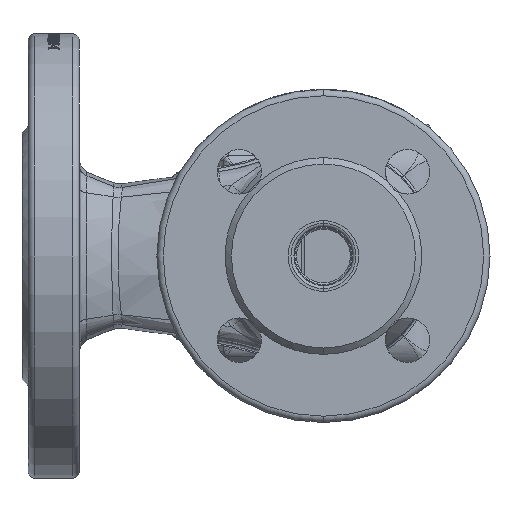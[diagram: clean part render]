
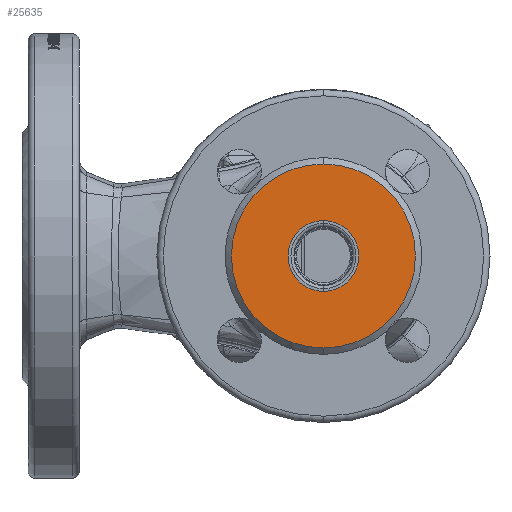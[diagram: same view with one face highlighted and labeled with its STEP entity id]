
A CAD part, front view. The second image highlights one B-rep face of the part: STEP entity #25635.
In plain terms, the highlighted planar face has unit normal (0, -1, 0).
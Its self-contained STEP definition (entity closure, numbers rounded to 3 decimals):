
#4056 = VERTEX_POINT ( 'NONE', #57197 ) ;
#10531 = CARTESIAN_POINT ( 'NONE',  ( 0., -85., 0. ) ) ;
#12000 = DIRECTION ( 'NONE',  ( 0., 1., 0. ) ) ;
#18657 = CARTESIAN_POINT ( 'NONE',  ( 0., -85., -29. ) ) ;
#19870 = CARTESIAN_POINT ( 'NONE',  ( 0., -85., 29. ) ) ;
#21945 = DIRECTION ( 'NONE',  ( 0., 1., 0. ) ) ;
#23623 = CARTESIAN_POINT ( 'NONE',  ( 0., -85., 0. ) ) ;
#24965 = FACE_BOUND ( 'NONE', #129327, .T. ) ;
#25635 = ADVANCED_FACE ( 'NONE', ( #24965, #138048 ), #127822, .T. ) ;
#30695 = EDGE_LOOP ( 'NONE', ( #100891, #49421 ) ) ;
#32787 = VERTEX_POINT ( 'NONE', #19870 ) ;
#36750 = DIRECTION ( 'NONE',  ( 0., 0., 1. ) ) ;
#40109 = ORIENTED_EDGE ( 'NONE', *, *, #74935, .T. ) ;
#49421 = ORIENTED_EDGE ( 'NONE', *, *, #72591, .F. ) ;
#57197 = CARTESIAN_POINT ( 'NONE',  ( 0., -85., 11.15 ) ) ;
#59400 = CARTESIAN_POINT ( 'NONE',  ( 0., -85., 0. ) ) ;
#59484 = AXIS2_PLACEMENT_3D ( 'NONE', #23623, #21945, #165630 ) ;
#64084 = VERTEX_POINT ( 'NONE', #18657 ) ;
#72591 = EDGE_CURVE ( 'NONE', #64084, #32787, #166995, .T. ) ;
#74935 = EDGE_CURVE ( 'NONE', #4056, #135220, #110141, .T. ) ;
#77697 = EDGE_CURVE ( 'NONE', #135220, #4056, #132676, .T. ) ;
#85598 = AXIS2_PLACEMENT_3D ( 'NONE', #87758, #12000, #36750 ) ;
#87758 = CARTESIAN_POINT ( 'NONE',  ( 0., -85., 0. ) ) ;
#88001 = CARTESIAN_POINT ( 'NONE',  ( 0., -85., -11.15 ) ) ;
#89648 = DIRECTION ( 'NONE',  ( 0., 0., 1. ) ) ;
#93572 = AXIS2_PLACEMENT_3D ( 'NONE', #105709, #142286, #89648 ) ;
#100891 = ORIENTED_EDGE ( 'NONE', *, *, #148992, .F. ) ;
#105709 = CARTESIAN_POINT ( 'NONE',  ( 0., -85., 0. ) ) ;
#110141 = CIRCLE ( 'NONE', #126659, 11.15 ) ;
#111189 = DIRECTION ( 'NONE',  ( 0., 0., 1. ) ) ;
#126659 = AXIS2_PLACEMENT_3D ( 'NONE', #59400, #138359, #111189 ) ;
#127822 = PLANE ( 'NONE',  #150465 ) ;
#129327 = EDGE_LOOP ( 'NONE', ( #40109, #129755 ) ) ;
#129755 = ORIENTED_EDGE ( 'NONE', *, *, #77697, .T. ) ;
#132676 = CIRCLE ( 'NONE', #59484, 11.15 ) ;
#135220 = VERTEX_POINT ( 'NONE', #88001 ) ;
#138048 = FACE_OUTER_BOUND ( 'NONE', #30695, .T. ) ;
#138359 = DIRECTION ( 'NONE',  ( 0., 1., 0. ) ) ;
#142286 = DIRECTION ( 'NONE',  ( 0., 1., 0. ) ) ;
#148992 = EDGE_CURVE ( 'NONE', #32787, #64084, #158776, .T. ) ;
#150465 = AXIS2_PLACEMENT_3D ( 'NONE', #10531, #164459, #166941 ) ;
#158776 = CIRCLE ( 'NONE', #93572, 29. ) ;
#164459 = DIRECTION ( 'NONE',  ( 0., -1., 0. ) ) ;
#165630 = DIRECTION ( 'NONE',  ( 0., 0., 1. ) ) ;
#166941 = DIRECTION ( 'NONE',  ( 0., 0., -1. ) ) ;
#166995 = CIRCLE ( 'NONE', #85598, 29. ) ;
